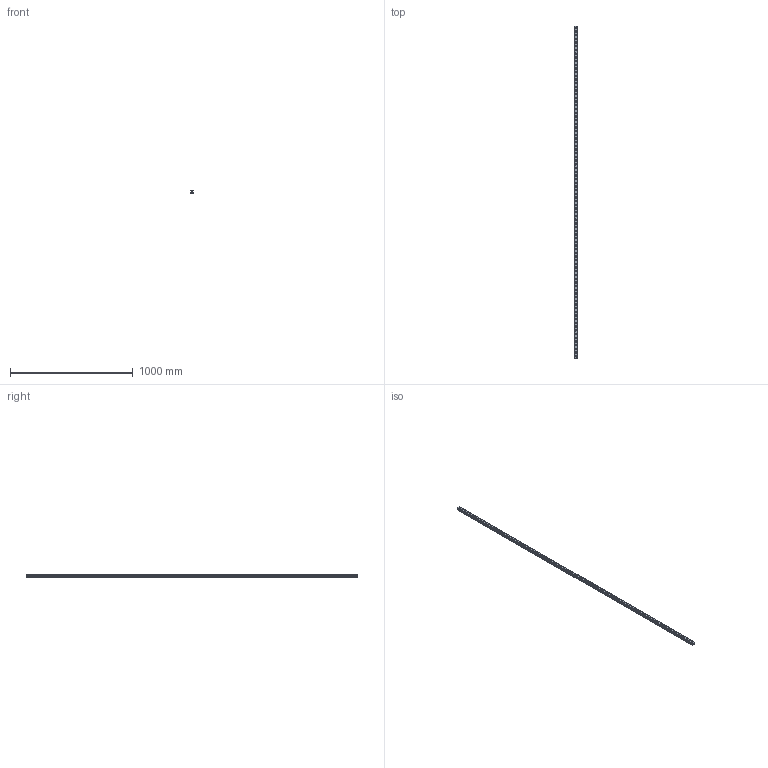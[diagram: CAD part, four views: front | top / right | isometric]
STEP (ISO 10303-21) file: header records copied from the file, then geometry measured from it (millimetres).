
FILE_DESCRIPTION(('STEP AP214'),'1');
FILE_NAME('cctmp_FD79C840-96B4-4D40-86E9-B0F2A1563601_2021_03_10_17_58_40_0948..stp','2021-03-10T16:58:41',('HIWIN GmbH'),('CADClick - www.CADClick.com'),'Spatial InterOp 3D',' ','unknown authorization');
FILE_SCHEMA(('AUTOMOTIVE_DESIGN'));
Length unit declared in the file: millimetre
Products named in the file (1): RGR25R2700H_FILE
Bounding box: 23 x 2700 x 23.6 mm (x, y, z)
Volume: 1082749 mm3; surface area: 335136.1 mm2
Topology: 1 solids, 1 shells, 927 faces, 1953 edges, 1302 vertices
Faces by surface type: cylinder 558, plane 369
Entity records: 32803 total; most frequent: DIRECTION 4925, CARTESIAN_POINT 4183, ORIENTED_EDGE 3906, AXIS2_PLACEMENT_3D 2044, EDGE_CURVE 1953, VERTEX_POINT 1302, EDGE_LOOP 1201, CIRCLE 1116
